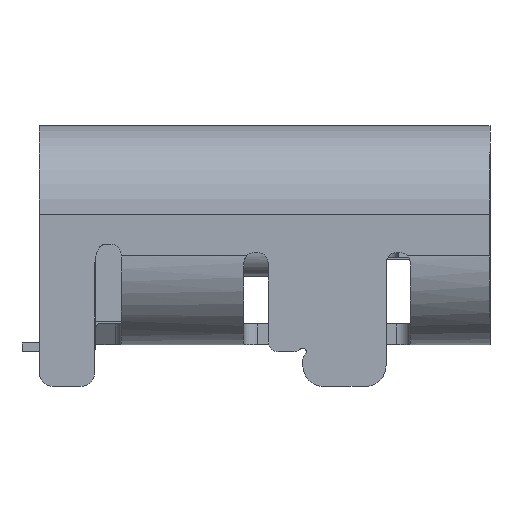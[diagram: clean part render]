
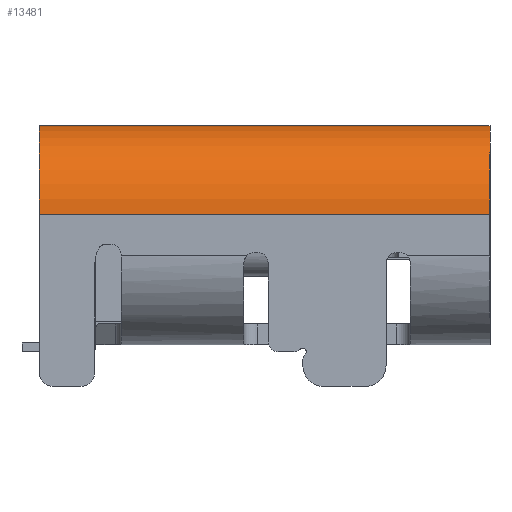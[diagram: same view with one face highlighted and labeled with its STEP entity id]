
A CAD part, left-side view. The second image highlights one B-rep face of the part: STEP entity #13481.
In plain terms, the highlighted cylindrical face has radius 1.28 mm (diameter 2.56 mm), a partial arc.
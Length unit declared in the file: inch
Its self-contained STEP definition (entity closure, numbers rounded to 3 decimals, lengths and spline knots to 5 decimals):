
#1018=FACE_OUTER_BOUND('',#1686,.T.);
#1686=EDGE_LOOP('',(#11102,#11103,#11104,#11105));
#2220=CIRCLE('',#14485,0.05039);
#2221=CIRCLE('',#14487,0.05039);
#2979=LINE('',#20385,#4497);
#3277=LINE('',#22356,#4795);
#4497=VECTOR('',#16377,39.37008);
#4795=VECTOR('',#17307,39.37008);
#6008=VERTEX_POINT('',#20382);
#6009=VERTEX_POINT('',#20384);
#6224=VERTEX_POINT('',#22351);
#6225=VERTEX_POINT('',#22355);
#7524=EDGE_CURVE('',#6009,#6008,#2979,.T.);
#7944=EDGE_CURVE('',#6224,#6008,#2220,.T.);
#7945=EDGE_CURVE('',#6224,#6225,#3277,.T.);
#7946=EDGE_CURVE('',#6009,#6225,#2221,.T.);
#11102=ORIENTED_EDGE('',*,*,#7944,.F.);
#11103=ORIENTED_EDGE('',*,*,#7945,.T.);
#11104=ORIENTED_EDGE('',*,*,#7946,.F.);
#11105=ORIENTED_EDGE('',*,*,#7524,.T.);
#12641=CYLINDRICAL_SURFACE('',#14486,0.05039);
#13481=ADVANCED_FACE('',(#1018),#12641,.T.);
#14485=AXIS2_PLACEMENT_3D('',#22353,#17303,#17304);
#14486=AXIS2_PLACEMENT_3D('',#22354,#17305,#17306);
#14487=AXIS2_PLACEMENT_3D('',#22357,#17308,#17309);
#16377=DIRECTION('',(0.,-1.,0.));
#17303=DIRECTION('center_axis',(0.,-1.,0.));
#17304=DIRECTION('ref_axis',(0.,0.,
1.));
#17305=DIRECTION('center_axis',(0.,-1.,0.));
#17306=DIRECTION('ref_axis',(1.,0.,0.));
#17307=DIRECTION('',(0.,1.,0.));
#17308=DIRECTION('center_axis',(0.,1.,0.));
#17309=DIRECTION('ref_axis',(-1.,0.,0.));
#20382=CARTESIAN_POINT('',(-0.17598,-0.12795,0.07774));
#20384=CARTESIAN_POINT('',(-0.17598,0.12795,0.07774));
#20385=CARTESIAN_POINT('',(-0.17598,0.12795,0.07774));
#22351=CARTESIAN_POINT('',(-0.12559,-0.12795,0.12814));
#22353=CARTESIAN_POINT('Origin',(-0.12558,-0.12795,
0.07774));
#22354=CARTESIAN_POINT('Origin',(-0.12558,-0.0689,
0.07774));
#22355=CARTESIAN_POINT('',(-0.12559,0.12795,0.12814));
#22356=CARTESIAN_POINT('',(-0.12559,-0.12795,0.12814));
#22357=CARTESIAN_POINT('Origin',(-0.12558,0.12795,0.07774));
